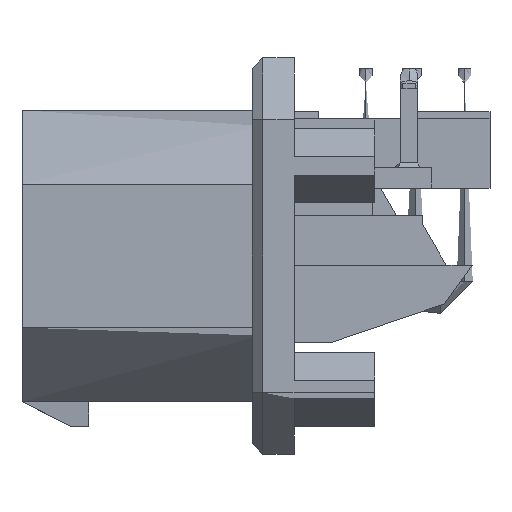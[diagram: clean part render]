
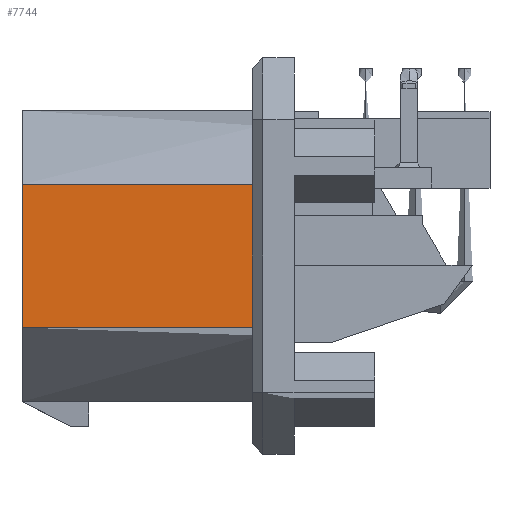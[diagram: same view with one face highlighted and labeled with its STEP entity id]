
A CAD part, left-side view. The second image highlights one B-rep face of the part: STEP entity #7744.
In plain terms, the highlighted planar face has unit normal (-1, 0, 0).
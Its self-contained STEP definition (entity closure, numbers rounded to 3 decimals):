
#6510=CARTESIAN_POINT('',(-11.583,18.76,-5.742));
#6511=VERTEX_POINT('',#6510);
#6530=CARTESIAN_POINT('',(-11.583,18.76,5.742));
#6531=VERTEX_POINT('',#6530);
#6532=CARTESIAN_POINT('',(-11.583,18.76,-5.742));
#6533=CARTESIAN_POINT('',(-11.583,18.76,-3.445));
#6534=CARTESIAN_POINT('',(-11.583,18.76,-1.148));
#6535=CARTESIAN_POINT('',(-11.583,18.76,1.148));
#6536=CARTESIAN_POINT('',(-11.583,18.76,3.445));
#6537=CARTESIAN_POINT('',(-11.583,18.76,5.742));
#6538=B_SPLINE_CURVE_WITH_KNOTS('',5,(#6532,#6533,#6534,#6535,#6536,#6537),.UNSPECIFIED.,.F.,.U.,(6,6),(0.,11.6),.UNSPECIFIED.);
#6539=EDGE_CURVE('',#6511,#6531,#6538,.T.);
#7640=CARTESIAN_POINT('',(-11.583,-1.089,-5.742));
#7641=VERTEX_POINT('',#7640);
#7651=CARTESIAN_POINT('',(-11.583,-1.089,-5.742));
#7652=CARTESIAN_POINT('',(-11.583,2.88,-5.742));
#7653=CARTESIAN_POINT('',(-11.583,6.85,-5.742));
#7654=CARTESIAN_POINT('',(-11.583,10.82,-5.742));
#7655=CARTESIAN_POINT('',(-11.583,14.79,-5.742));
#7656=CARTESIAN_POINT('',(-11.583,18.76,-5.742));
#7657=B_SPLINE_CURVE_WITH_KNOTS('',5,(#7651,#7652,#7653,#7654,#7655,#7656),.UNSPECIFIED.,.F.,.U.,(6,6),(0.,20.05),.UNSPECIFIED.);
#7658=EDGE_CURVE('',#7641,#6511,#7657,.T.);
#7693=CARTESIAN_POINT('',(-11.583,8.835,0.));
#7694=DIRECTION('',(0.,0.,-1.));
#7695=DIRECTION('',(-1.,-0.,-0.));
#7696=AXIS2_PLACEMENT_3D('',#7693,#7695,#7694);
#7697=PLANE('',#7696);
#7698=CARTESIAN_POINT('',(-11.583,-0.347,3.02));
#7699=VERTEX_POINT('',#7698);
#7700=CARTESIAN_POINT('',(-11.583,-0.347,5.742));
#7701=VERTEX_POINT('',#7700);
#7702=CARTESIAN_POINT('',(-11.583,-0.347,3.02));
#7703=CARTESIAN_POINT('',(-11.583,-0.347,3.564));
#7704=CARTESIAN_POINT('',(-11.583,-0.347,4.109));
#7705=CARTESIAN_POINT('',(-11.583,-0.347,4.653));
#7706=CARTESIAN_POINT('',(-11.583,-0.347,5.198));
#7707=CARTESIAN_POINT('',(-11.583,-0.347,5.742));
#7708=B_SPLINE_CURVE_WITH_KNOTS('',5,(#7702,#7703,#7704,#7705,#7706,#7707),.UNSPECIFIED.,.F.,.U.,(6,6),(0.,2.75),.UNSPECIFIED.);
#7709=EDGE_CURVE('',#7699,#7701,#7708,.T.);
#7710=ORIENTED_EDGE('',*,*,#7709,.T.);
#7711=CARTESIAN_POINT('',(-11.583,-0.347,5.742));
#7712=CARTESIAN_POINT('',(-11.583,3.474,5.742));
#7713=CARTESIAN_POINT('',(-11.583,7.296,5.742));
#7714=CARTESIAN_POINT('',(-11.583,11.117,5.742));
#7715=CARTESIAN_POINT('',(-11.583,14.939,5.742));
#7716=CARTESIAN_POINT('',(-11.583,18.76,5.742));
#7717=B_SPLINE_CURVE_WITH_KNOTS('',5,(#7711,#7712,#7713,#7714,#7715,#7716),.UNSPECIFIED.,.F.,.U.,(6,6),(0.,19.3),.UNSPECIFIED.);
#7718=EDGE_CURVE('',#7701,#6531,#7717,.T.);
#7719=ORIENTED_EDGE('',*,*,#7718,.T.);
#7720=ORIENTED_EDGE('',*,*,#6539,.F.);
#7721=ORIENTED_EDGE('',*,*,#7658,.F.);
#7722=CARTESIAN_POINT('',(-11.583,-1.089,3.02));
#7723=VERTEX_POINT('',#7722);
#7724=CARTESIAN_POINT('',(-11.583,-1.089,-5.742));
#7725=CARTESIAN_POINT('',(-11.583,-1.089,-3.99));
#7726=CARTESIAN_POINT('',(-11.583,-1.089,-2.237));
#7727=CARTESIAN_POINT('',(-11.583,-1.089,-0.485));
#7728=CARTESIAN_POINT('',(-11.583,-1.089,1.267));
#7729=CARTESIAN_POINT('',(-11.583,-1.089,3.019));
#7730=B_SPLINE_CURVE_WITH_KNOTS('',5,(#7724,#7725,#7726,#7727,#7728,#7729),.UNSPECIFIED.,.F.,.U.,(6,6),(0.,8.85),.UNSPECIFIED.);
#7731=EDGE_CURVE('',#7641,#7723,#7730,.T.);
#7732=ORIENTED_EDGE('',*,*,#7731,.T.);
#7733=CARTESIAN_POINT('',(-11.583,-1.089,3.02));
#7734=CARTESIAN_POINT('',(-11.583,-0.941,3.02));
#7735=CARTESIAN_POINT('',(-11.583,-0.792,3.02));
#7736=CARTESIAN_POINT('',(-11.583,-0.644,3.02));
#7737=CARTESIAN_POINT('',(-11.583,-0.495,3.02));
#7738=CARTESIAN_POINT('',(-11.583,-0.347,3.02));
#7739=B_SPLINE_CURVE_WITH_KNOTS('',5,(#7733,#7734,#7735,#7736,#7737,#7738),.UNSPECIFIED.,.F.,.U.,(6,6),(0.,0.75),.UNSPECIFIED.);
#7740=EDGE_CURVE('',#7723,#7699,#7739,.T.);
#7741=ORIENTED_EDGE('',*,*,#7740,.T.);
#7742=EDGE_LOOP('',(#7710,#7719,#7720,#7721,#7732,#7741));
#7743=FACE_OUTER_BOUND('',#7742,.T.);
#7744=ADVANCED_FACE('',(#7743),#7697,.T.);
